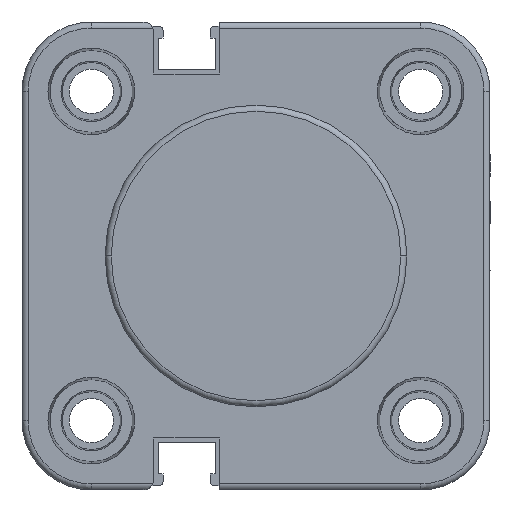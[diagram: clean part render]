
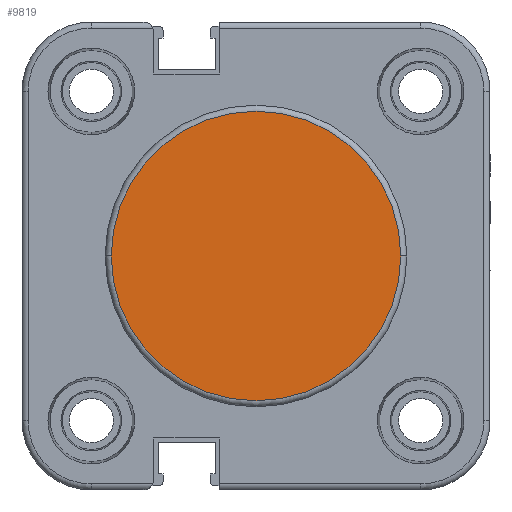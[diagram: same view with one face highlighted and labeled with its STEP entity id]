
A CAD part, front view. The second image highlights one B-rep face of the part: STEP entity #9819.
In plain terms, the highlighted face is planar.
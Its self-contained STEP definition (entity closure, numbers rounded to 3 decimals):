
#153 = CARTESIAN_POINT ( 'NONE',  ( 0., -16.7, 0. ) ) ;
#339 = AXIS2_PLACEMENT_3D ( 'NONE', #5058, #13485, #1457 ) ;
#1043 = EDGE_CURVE ( 'NONE', #14514, #13329, #9712, .T. ) ;
#1457 = DIRECTION ( 'NONE',  ( 0., -1., 0. ) ) ;
#3383 = CIRCLE ( 'NONE', #7740, 16.7 ) ;
#4129 = ORIENTED_EDGE ( 'NONE', *, *, #9334, .T. ) ;
#4377 = CARTESIAN_POINT ( 'NONE',  ( 0., 16.7, 0. ) ) ;
#4662 = CARTESIAN_POINT ( 'NONE',  ( 0., 0., 0. ) ) ;
#4812 = DIRECTION ( 'NONE',  ( 0., -1., 0. ) ) ;
#5058 = CARTESIAN_POINT ( 'NONE',  ( 0., 0., 0. ) ) ;
#6979 = CARTESIAN_POINT ( 'NONE',  ( 0., 0., 0. ) ) ;
#7506 = PLANE ( 'NONE',  #339 ) ;
#7740 = AXIS2_PLACEMENT_3D ( 'NONE', #4662, #9474, #4812 ) ;
#8150 = DIRECTION ( 'NONE',  ( 0., -1., 0. ) ) ;
#9334 = EDGE_CURVE ( 'NONE', #13329, #14514, #3383, .T. ) ;
#9474 = DIRECTION ( 'NONE',  ( -1., 0., 0. ) ) ;
#9712 = CIRCLE ( 'NONE', #10389, 16.7 ) ;
#9819 = ADVANCED_FACE ( 'NONE', ( #11877 ), #7506, .T. ) ;
#9862 = ORIENTED_EDGE ( 'NONE', *, *, #1043, .T. ) ;
#10389 = AXIS2_PLACEMENT_3D ( 'NONE', #6979, #13922, #8150 ) ;
#11877 = FACE_OUTER_BOUND ( 'NONE', #15018, .T. ) ;
#13329 = VERTEX_POINT ( 'NONE', #153 ) ;
#13485 = DIRECTION ( 'NONE',  ( -1., 0., 0. ) ) ;
#13922 = DIRECTION ( 'NONE',  ( -1., 0., 0. ) ) ;
#14514 = VERTEX_POINT ( 'NONE', #4377 ) ;
#15018 = EDGE_LOOP ( 'NONE', ( #4129, #9862 ) ) ;
